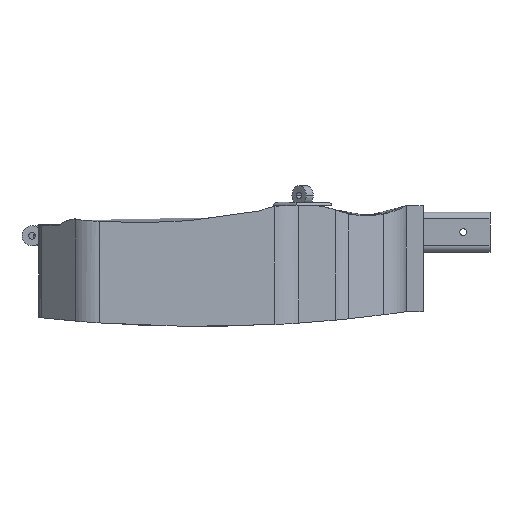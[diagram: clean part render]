
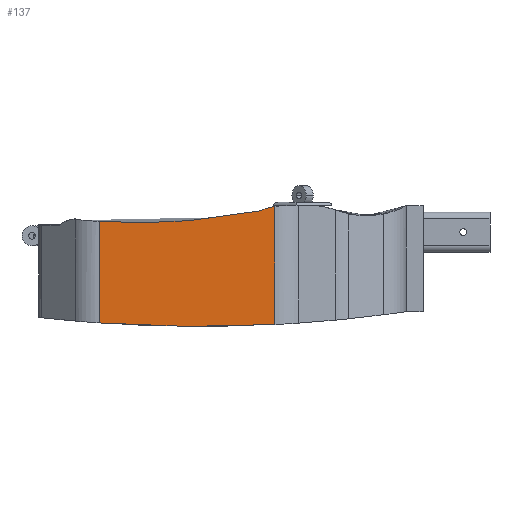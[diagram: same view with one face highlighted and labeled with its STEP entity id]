
A CAD part, left-side view. The second image highlights one B-rep face of the part: STEP entity #137.
In plain terms, the highlighted planar face has unit normal (-1, 0, 0).
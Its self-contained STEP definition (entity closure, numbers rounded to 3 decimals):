
#137 = ADVANCED_FACE ( 'NONE', ( #5928 ), #5338, .F. ) ;
#246 = VECTOR ( 'NONE', #278, 1000. ) ;
#278 = DIRECTION ( 'NONE',  ( 0., 0., -1. ) ) ;
#770 = CIRCLE ( 'NONE', #4458, 20. ) ;
#1129 = VERTEX_POINT ( 'NONE', #5425 ) ;
#1295 = EDGE_LOOP ( 'NONE', ( #4749, #5161, #3542, #7740, #3871 ) ) ;
#1401 = EDGE_CURVE ( 'NONE', #2184, #5030, #6232, .T. ) ;
#1464 = AXIS2_PLACEMENT_3D ( 'NONE', #2784, #7305, #1670 ) ;
#1670 = DIRECTION ( 'NONE',  ( 0., 0., -1. ) ) ;
#1798 = CARTESIAN_POINT ( 'NONE',  ( -53.305, 7.741, -14.943 ) ) ;
#1894 = EDGE_CURVE ( 'NONE', #4049, #2184, #770, .T. ) ;
#2169 = EDGE_CURVE ( 'NONE', #5030, #1129, #4027, .T. ) ;
#2184 = VERTEX_POINT ( 'NONE', #4720 ) ;
#2192 = CARTESIAN_POINT ( 'NONE',  ( -53.305, -18.492, -13.569 ) ) ;
#2194 = EDGE_CURVE ( 'NONE', #5582, #4049, #5343, .T. ) ;
#2784 = CARTESIAN_POINT ( 'NONE',  ( -53.305, -57.812, 22. ) ) ;
#2828 = CARTESIAN_POINT ( 'NONE',  ( -53.305, 34.066, -12.782 ) ) ;
#2926 = CARTESIAN_POINT ( 'NONE',  ( -53.305, -21.769, 2. ) ) ;
#3079 = CARTESIAN_POINT ( 'NONE',  ( -53.305, 34.066, -13.098 ) ) ;
#3223 = CARTESIAN_POINT ( 'NONE',  ( -53.305, -18.492, 21.73 ) ) ;
#3322 = CARTESIAN_POINT ( 'NONE',  ( -53.305, 9.659, 15.747 ) ) ;
#3542 = ORIENTED_EDGE ( 'NONE', *, *, #1894, .T. ) ;
#3871 = ORIENTED_EDGE ( 'NONE', *, *, #2169, .T. ) ;
#3989 = CARTESIAN_POINT ( 'NONE',  ( -53.305, -18.492, 22. ) ) ;
#4027 = LINE ( 'NONE', #2828, #246 ) ;
#4049 = VERTEX_POINT ( 'NONE', #3223 ) ;
#4311 = EDGE_CURVE ( 'NONE', #1129, #5582, #7437, .T. ) ;
#4458 = AXIS2_PLACEMENT_3D ( 'NONE', #2926, #6685, #5985 ) ;
#4550 = CARTESIAN_POINT ( 'NONE',  ( -53.305, -14.09, 20.467 ) ) ;
#4668 = CARTESIAN_POINT ( 'NONE',  ( -53.305, 34.066, 17.274 ) ) ;
#4720 = CARTESIAN_POINT ( 'NONE',  ( -53.305, -14.09, 20.467 ) ) ;
#4749 = ORIENTED_EDGE ( 'NONE', *, *, #4311, .T. ) ;
#4767 = DIRECTION ( 'NONE',  ( 0., 0., 1. ) ) ;
#5030 = VERTEX_POINT ( 'NONE', #7494 ) ;
#5161 = ORIENTED_EDGE ( 'NONE', *, *, #2194, .T. ) ;
#5338 = PLANE ( 'NONE',  #1464 ) ;
#5343 = LINE ( 'NONE', #3989, #6185 ) ;
#5425 = CARTESIAN_POINT ( 'NONE',  ( -53.305, 34.066, -13.098 ) ) ;
#5582 = VERTEX_POINT ( 'NONE', #2192 ) ;
#5592 = CARTESIAN_POINT ( 'NONE',  ( -53.305, -18.492, -13.569 ) ) ;
#5928 = FACE_OUTER_BOUND ( 'NONE', #1295, .T. ) ;
#5985 = DIRECTION ( 'NONE',  ( 0., 0., -1. ) ) ;
#6185 = VECTOR ( 'NONE', #4767, 1000. ) ;
#6232 = B_SPLINE_CURVE_WITH_KNOTS ( 'NONE', 2,
 ( #4550, #3322, #4668 ),
 .UNSPECIFIED., .F., .F.,
 ( 3, 3 ),
 ( 0., 0.903 ),
 .UNSPECIFIED. ) ;
#6685 = DIRECTION ( 'NONE',  ( -1., 0., 0. ) ) ;
#7305 = DIRECTION ( 'NONE',  ( 1., 0., 0. ) ) ;
#7437 = B_SPLINE_CURVE_WITH_KNOTS ( 'NONE', 2,
 ( #3079, #1798, #5592 ),
 .UNSPECIFIED., .F., .F.,
 ( 3, 3 ),
 ( 0.202, 0.658 ),
 .UNSPECIFIED. ) ;
#7494 = CARTESIAN_POINT ( 'NONE',  ( -53.305, 34.066, 17.274 ) ) ;
#7740 = ORIENTED_EDGE ( 'NONE', *, *, #1401, .T. ) ;
